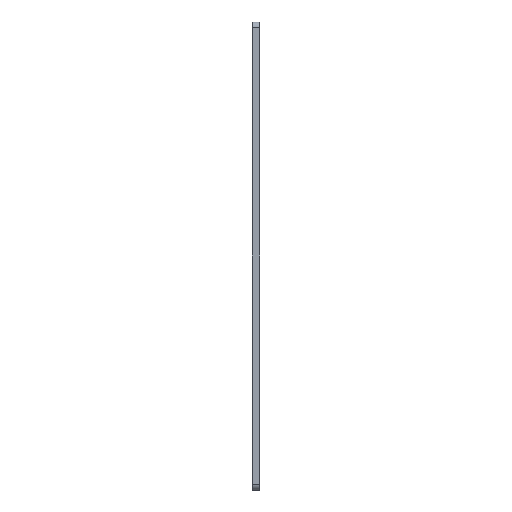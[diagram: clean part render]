
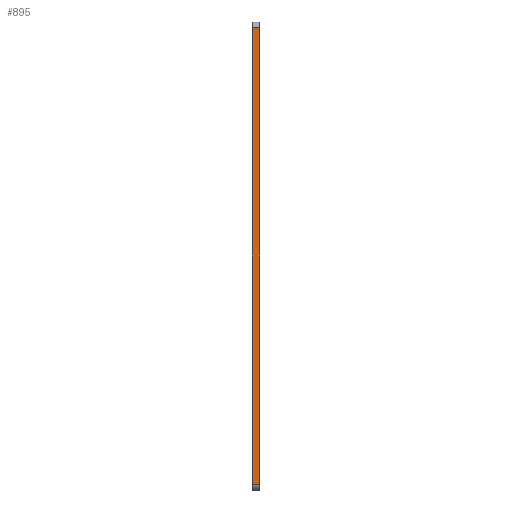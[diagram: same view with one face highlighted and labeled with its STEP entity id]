
A CAD part, left-side view. The second image highlights one B-rep face of the part: STEP entity #895.
In plain terms, the highlighted planar face has unit normal (-1, 0, 0).
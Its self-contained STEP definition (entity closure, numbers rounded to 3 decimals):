
#152=FACE_OUTER_BOUND('',#255,.T.);
#255=EDGE_LOOP('',(#845,#846,#847,#848));
#259=LINE('',#1309,#306);
#266=LINE('',#1388,#313);
#282=LINE('',#1452,#329);
#286=LINE('',#1495,#333);
#306=VECTOR('',#1036,10.);
#313=VECTOR('',#1115,10.);
#329=VECTOR('',#1195,10.);
#333=VECTOR('',#1241,10.);
#421=VERTEX_POINT('',#1295);
#427=VERTEX_POINT('',#1307);
#463=VERTEX_POINT('',#1387);
#479=VERTEX_POINT('',#1451);
#505=EDGE_CURVE('',#421,#427,#259,.T.);
#544=EDGE_CURVE('',#421,#463,#266,.T.);
#576=EDGE_CURVE('',#479,#463,#282,.F.);
#598=EDGE_CURVE('',#479,#427,#286,.T.);
#845=ORIENTED_EDGE('',*,*,#505,.T.);
#846=ORIENTED_EDGE('',*,*,#598,.F.);
#847=ORIENTED_EDGE('',*,*,#576,.T.);
#848=ORIENTED_EDGE('',*,*,#544,.F.);
#854=PLANE('',#1020);
#895=ADVANCED_FACE('',(#152),#854,.T.);
#1020=AXIS2_PLACEMENT_3D('',#1528,#1290,#1291);
#1036=DIRECTION('',(0.,0.,1.));
#1115=DIRECTION('',(0.,1.,0.));
#1195=DIRECTION('',(0.,0.,1.));
#1241=DIRECTION('',(0.,-1.,0.));
#1290=DIRECTION('center_axis',(-1.,0.,0.));
#1291=DIRECTION('ref_axis',(0.,0.,-1.));
#1295=CARTESIAN_POINT('',(-245.,-171.35,-202.679));
#1307=CARTESIAN_POINT('',(-245.,-171.35,187.321));
#1309=CARTESIAN_POINT('',(-245.,-171.35,92.321));
#1387=CARTESIAN_POINT('',(-245.,-165.,-202.679));
#1388=CARTESIAN_POINT('',(-245.,-165.,-202.679));
#1451=CARTESIAN_POINT('',(-245.,-165.,187.321));
#1452=CARTESIAN_POINT('',(-245.,-165.,92.321));
#1495=CARTESIAN_POINT('',(-245.,-165.,187.321));
#1528=CARTESIAN_POINT('Origin',(-245.,-165.,192.321));
